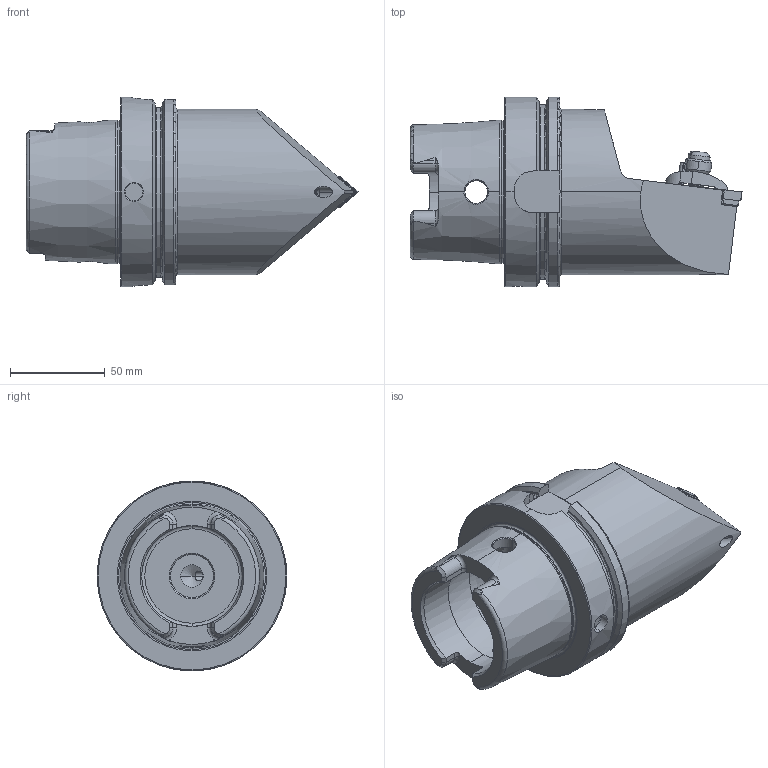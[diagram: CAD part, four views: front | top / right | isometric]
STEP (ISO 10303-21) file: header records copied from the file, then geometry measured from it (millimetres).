
FILE_DESCRIPTION (( 'STEP AP214' ), '1' );
FILE_NAME ('HA0.KCD.NMA.125.STEP', '2023-09-18T09:35:35', ( '' ), ( '' ), 'SwSTEP 2.0', 'SolidWorks 2017', '' );
FILE_SCHEMA (( 'AUTOMOTIVE_DESIGN' ));
Length unit declared in the file: millimetre
Products named in the file (11): WCC-ER4.103.032_A; WCC-ER5.102.005_A; CNMG120404; WCC-ER2.001.010_A; WCD-ER2.101.003_A; KVT_MB_600_060; WCC-ER3.102.024_C; ISO 13337 - 3 x 12_PreviewCfg; HA0.KCD.NMA.125; HA0-KCD.NMA.125_A_Fertigbearbeitung; WCC-ER5.102.012_B
Assembly tree (10 placements, depth 2):
  HA0.KCD.NMA.125
    HA0-KCD.NMA.125_A_Fertigbearbeitung
    CNMG120404
    WCC-ER2.001.010_A
    WCC-ER3.102.024_C
    WCD-ER2.101.003_A
    WCC-ER5.102.012_B
    WCC-ER5.102.005_A
    WCC-ER4.103.032_A
    ISO 13337 - 3 x 12_PreviewCfg
    KVT_MB_600_060
Bounding box: 174.9 x 100 x 100 mm (x, y, z)
Volume: 565763.8 mm3; surface area: 74045.2 mm2
Topology: 11 solids, 11 shells, 460 faces, 1143 edges, 693 vertices
Faces by surface type: cylinder 151, plane 120, cone 109, torus 62, bspline 16, sphere 2
Entity records: 17414 total; most frequent: CARTESIAN_POINT 5012, ORIENTED_EDGE 2248, DIRECTION 2243, EDGE_CURVE 1124, AXIS2_PLACEMENT_3D 902, VERTEX_POINT 690, EDGE_LOOP 488, ADVANCED_FACE 460
